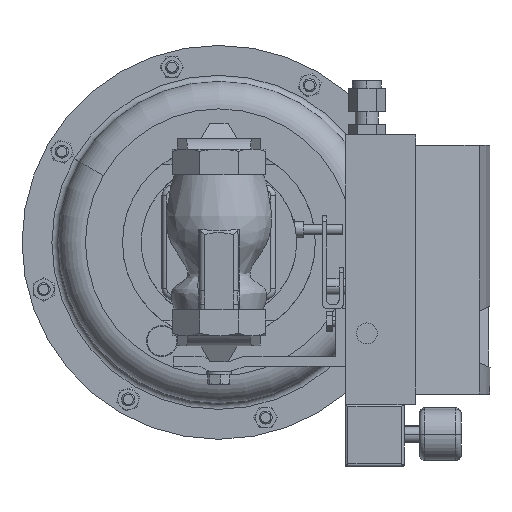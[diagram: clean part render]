
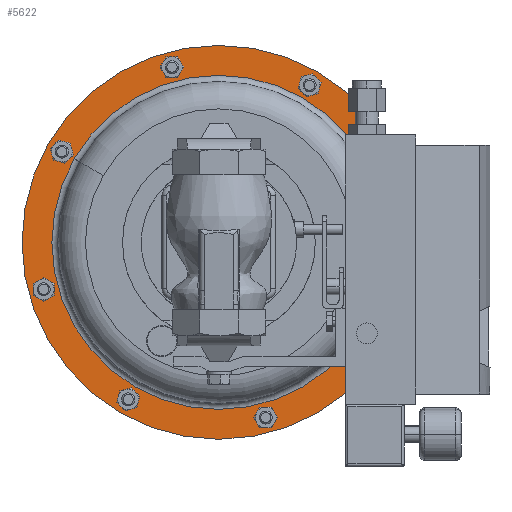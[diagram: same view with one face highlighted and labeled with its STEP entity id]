
A CAD part, front view. The second image highlights one B-rep face of the part: STEP entity #5622.
In plain terms, the highlighted planar face has unit normal (0, -1, 0).
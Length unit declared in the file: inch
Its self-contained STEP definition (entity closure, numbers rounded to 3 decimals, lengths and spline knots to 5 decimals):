
#126 = DIRECTION ( 'NONE',  ( -0.866, 0., 0.5 ) ) ;
#1483 = EDGE_CURVE ( 'NONE', #3772, #7987, #25324, .T. ) ;
#1675 = DIRECTION ( 'NONE',  ( 0., 1., 0. ) ) ;
#3447 = EDGE_CURVE ( 'NONE', #4198, #24444, #9319, .T. ) ;
#3772 = VERTEX_POINT ( 'NONE', #26527 ) ;
#3879 = ORIENTED_EDGE ( 'NONE', *, *, #3447, .T. ) ;
#4198 = VERTEX_POINT ( 'NONE', #5042 ) ;
#5042 = CARTESIAN_POINT ( 'NONE',  ( -3.48922, 8.835, -0.2355 ) ) ;
#5622 = ADVANCED_FACE ( 'NONE', ( #7647, #20070 ), #7463, .T. ) ;
#5858 = CIRCLE ( 'NONE', #15702, 4.75 ) ;
#6902 = AXIS2_PLACEMENT_3D ( 'NONE', #22353, #14942, #126 ) ;
#6951 = AXIS2_PLACEMENT_3D ( 'NONE', #10401, #27773, #12903 ) ;
#7463 = PLANE ( 'NONE',  #6902 ) ;
#7647 = FACE_BOUND ( 'NONE', #10133, .T. ) ;
#7987 = VERTEX_POINT ( 'NONE', #20449 ) ;
#8197 = EDGE_LOOP ( 'NONE', ( #25814, #13163 ) ) ;
#9319 = CIRCLE ( 'NONE', #11210, 4.029 ) ;
#10133 = EDGE_LOOP ( 'NONE', ( #25608, #3879 ) ) ;
#10401 = CARTESIAN_POINT ( 'NONE',  ( 0., 8.835, -2.25 ) ) ;
#11210 = AXIS2_PLACEMENT_3D ( 'NONE', #29657, #14796, #32146 ) ;
#11280 = DIRECTION ( 'NONE',  ( 0., 1., 0. ) ) ;
#12903 = DIRECTION ( 'NONE',  ( 0.866, 0., -0.5 ) ) ;
#13163 = ORIENTED_EDGE ( 'NONE', *, *, #14445, .F. ) ;
#14445 = EDGE_CURVE ( 'NONE', #7987, #3772, #5858, .T. ) ;
#14796 = DIRECTION ( 'NONE',  ( 0., 1., 0. ) ) ;
#14942 = DIRECTION ( 'NONE',  ( 0., -1., 0. ) ) ;
#15702 = AXIS2_PLACEMENT_3D ( 'NONE', #16515, #1675, #19028 ) ;
#16515 = CARTESIAN_POINT ( 'NONE',  ( 0., 8.835, -2.25 ) ) ;
#19028 = DIRECTION ( 'NONE',  ( 0.866, 0., -0.5 ) ) ;
#19170 = CARTESIAN_POINT ( 'NONE',  ( 3.48922, 8.835, -4.2645 ) ) ;
#20070 = FACE_OUTER_BOUND ( 'NONE', #8197, .T. ) ;
#20449 = CARTESIAN_POINT ( 'NONE',  ( -4.11362, 8.835, 0.125 ) ) ;
#22353 = CARTESIAN_POINT ( 'NONE',  ( -2.375, 8.835, -6.36362 ) ) ;
#23523 = CIRCLE ( 'NONE', #6951, 4.029 ) ;
#24444 = VERTEX_POINT ( 'NONE', #19170 ) ;
#24698 = EDGE_CURVE ( 'NONE', #24444, #4198, #23523, .T. ) ;
#25324 = CIRCLE ( 'NONE', #32156, 4.75 ) ;
#25608 = ORIENTED_EDGE ( 'NONE', *, *, #24698, .T. ) ;
#25814 = ORIENTED_EDGE ( 'NONE', *, *, #1483, .F. ) ;
#26163 = CARTESIAN_POINT ( 'NONE',  ( 0., 8.835, -2.25 ) ) ;
#26527 = CARTESIAN_POINT ( 'NONE',  ( 4.11362, 8.835, -4.625 ) ) ;
#27773 = DIRECTION ( 'NONE',  ( 0., 1., 0. ) ) ;
#28651 = DIRECTION ( 'NONE',  ( 0.866, 0., -0.5 ) ) ;
#29657 = CARTESIAN_POINT ( 'NONE',  ( 0., 8.835, -2.25 ) ) ;
#32146 = DIRECTION ( 'NONE',  ( 0.866, 0., -0.5 ) ) ;
#32156 = AXIS2_PLACEMENT_3D ( 'NONE', #26163, #11280, #28651 ) ;
